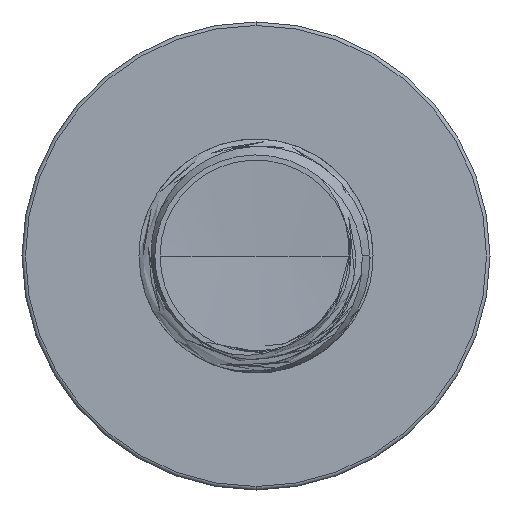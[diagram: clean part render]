
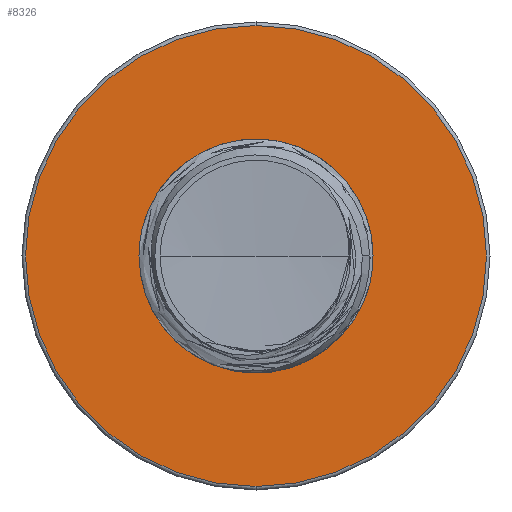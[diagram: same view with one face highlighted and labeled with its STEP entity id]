
A CAD part, front view. The second image highlights one B-rep face of the part: STEP entity #8326.
In plain terms, the highlighted planar face has unit normal (0, -1, 0).
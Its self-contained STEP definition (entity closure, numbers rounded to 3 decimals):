
#1205 = EDGE_CURVE ( 'NONE', #21542, #4614, #21184, .T. ) ;
#1532 = AXIS2_PLACEMENT_3D ( 'NONE', #7322, #7319, #7293 ) ;
#2175 = CARTESIAN_POINT ( 'NONE',  ( 0., 7.5, -3.94 ) ) ;
#4614 = VERTEX_POINT ( 'NONE', #2175 ) ;
#5129 = FACE_BOUND ( 'NONE', #21339, .T. ) ;
#6318 = CARTESIAN_POINT ( 'NONE',  ( 0., 7.5, 3.94 ) ) ;
#6670 = DIRECTION ( 'NONE',  ( 0., 0., -1. ) ) ;
#6695 = PLANE ( 'NONE',  #8640 ) ;
#6757 = CARTESIAN_POINT ( 'NONE',  ( 0., 7.5, 1.971 ) ) ;
#6783 = DIRECTION ( 'NONE',  ( 0., -1., 0. ) ) ;
#7293 = DIRECTION ( 'NONE',  ( 0., 0., -1. ) ) ;
#7319 = DIRECTION ( 'NONE',  ( 0., -1., 0. ) ) ;
#7322 = CARTESIAN_POINT ( 'NONE',  ( 0., 7.5, 0. ) ) ;
#7517 = CARTESIAN_POINT ( 'NONE',  ( 0., 7.5, 0. ) ) ;
#7859 = VERTEX_POINT ( 'NONE', #9698 ) ;
#8326 = ADVANCED_FACE ( 'NONE', ( #14640, #5129 ), #6695, .T. ) ;
#8347 = CIRCLE ( 'NONE', #15865, 1.971 ) ;
#8640 = AXIS2_PLACEMENT_3D ( 'NONE', #6757, #6783, #6670 ) ;
#9132 = VERTEX_POINT ( 'NONE', #17013 ) ;
#9393 = DIRECTION ( 'NONE',  ( 0., 0., -1. ) ) ;
#9698 = CARTESIAN_POINT ( 'NONE',  ( 0., 7.5, 1.971 ) ) ;
#10102 = EDGE_CURVE ( 'NONE', #9132, #7859, #11017, .T. ) ;
#11017 = CIRCLE ( 'NONE', #15652, 1.971 ) ;
#12156 = AXIS2_PLACEMENT_3D ( 'NONE', #16514, #16268, #16142 ) ;
#13372 = CIRCLE ( 'NONE', #1532, 3.94 ) ;
#14640 = FACE_OUTER_BOUND ( 'NONE', #19268, .T. ) ;
#15652 = AXIS2_PLACEMENT_3D ( 'NONE', #21613, #21648, #21577 ) ;
#15803 = ORIENTED_EDGE ( 'NONE', *, *, #16906, .T. ) ;
#15865 = AXIS2_PLACEMENT_3D ( 'NONE', #7517, #19784, #9393 ) ;
#16142 = DIRECTION ( 'NONE',  ( 0., 0., -1. ) ) ;
#16268 = DIRECTION ( 'NONE',  ( 0., -1., 0. ) ) ;
#16514 = CARTESIAN_POINT ( 'NONE',  ( 0., 7.5, 0. ) ) ;
#16906 = EDGE_CURVE ( 'NONE', #4614, #21542, #13372, .T. ) ;
#17013 = CARTESIAN_POINT ( 'NONE',  ( 0., 7.5, -1.971 ) ) ;
#19268 = EDGE_LOOP ( 'NONE', ( #15803, #20049 ) ) ;
#19784 = DIRECTION ( 'NONE',  ( 0., -1., 0. ) ) ;
#19965 = ORIENTED_EDGE ( 'NONE', *, *, #21141, .F. ) ;
#20049 = ORIENTED_EDGE ( 'NONE', *, *, #1205, .T. ) ;
#20333 = ORIENTED_EDGE ( 'NONE', *, *, #10102, .F. ) ;
#21141 = EDGE_CURVE ( 'NONE', #7859, #9132, #8347, .T. ) ;
#21184 = CIRCLE ( 'NONE', #12156, 3.94 ) ;
#21339 = EDGE_LOOP ( 'NONE', ( #20333, #19965 ) ) ;
#21542 = VERTEX_POINT ( 'NONE', #6318 ) ;
#21577 = DIRECTION ( 'NONE',  ( 0., 0., -1. ) ) ;
#21613 = CARTESIAN_POINT ( 'NONE',  ( 0., 7.5, 0. ) ) ;
#21648 = DIRECTION ( 'NONE',  ( 0., -1., 0. ) ) ;
